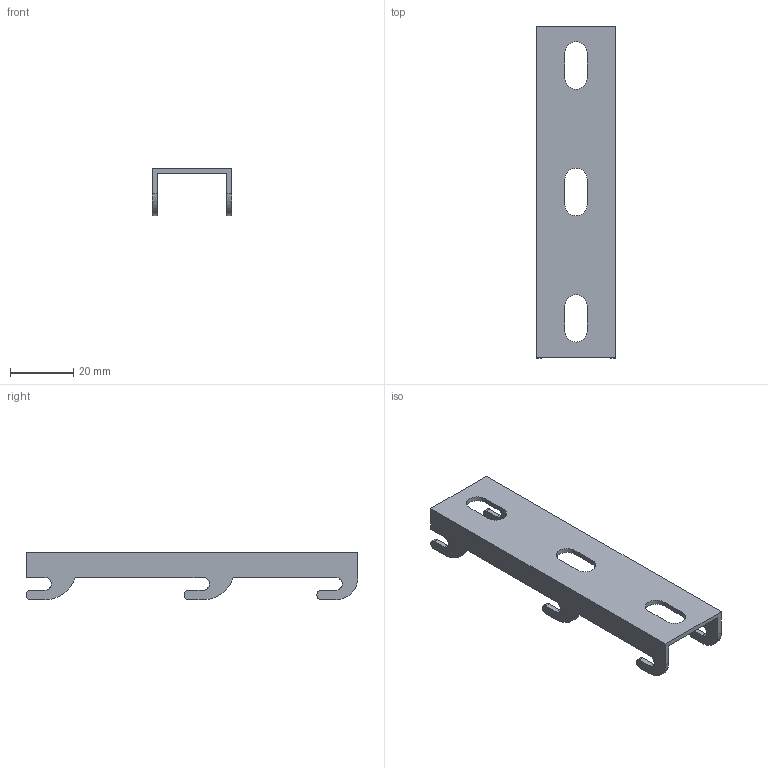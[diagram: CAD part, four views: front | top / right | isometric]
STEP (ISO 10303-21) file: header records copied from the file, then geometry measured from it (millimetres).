
FILE_DESCRIPTION (( 'STEP AP214' ), '1' );
FILE_NAME ('6005642.stp', '2017-10-25T12:49:42', ( '' ), ( '' ), 'SwSTEP 2.0', 'SolidWorks 2016', '' );
FILE_SCHEMA (( 'AUTOMOTIVE_DESIGN' ));
Length unit declared in the file: millimetre
Products named in the file (1): 6005642
Bounding box: 25 x 105 x 15 mm (x, y, z)
Volume: 6066 mm3; surface area: 8898.6 mm2
Topology: 1 solids, 1 shells, 56 faces, 162 edges, 108 vertices
Faces by surface type: plane 32, cylinder 24
Entity records: 1900 total; most frequent: CARTESIAN_POINT 327, DIRECTION 324, ORIENTED_EDGE 324, EDGE_CURVE 162, VECTOR 114, LINE 114, VERTEX_POINT 108, AXIS2_PLACEMENT_3D 105
